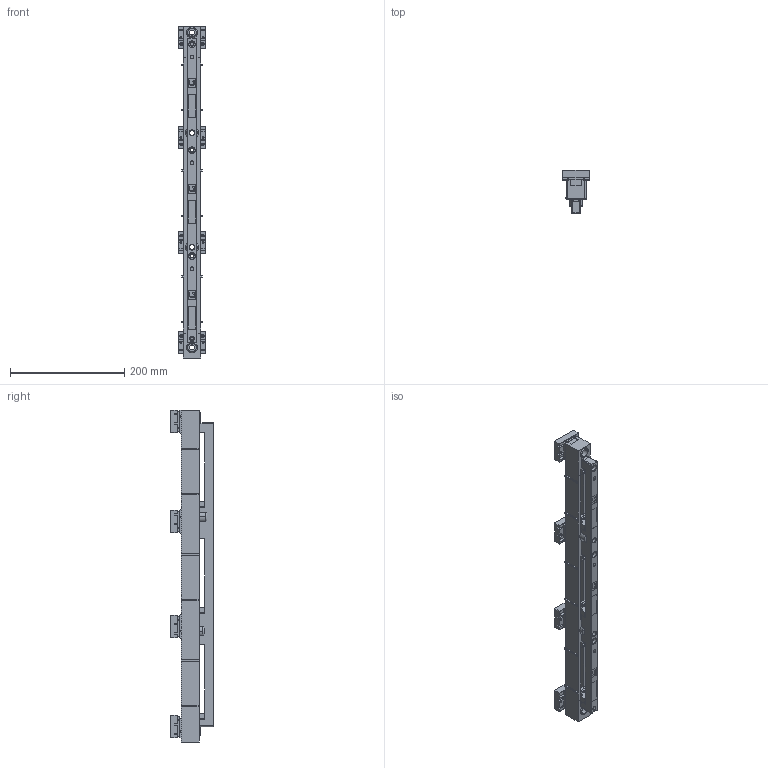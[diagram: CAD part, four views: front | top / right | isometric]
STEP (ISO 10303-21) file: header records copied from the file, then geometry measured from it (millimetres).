
FILE_DESCRIPTION(('CATIA V5 STEP Exchange','CAx-IF Rec.Pracs.--- Model Styling and Organization---1.2---2011-12-15'),'2;1');
FILE_NAME('01430000_1.stp','2015-01-23T09:17:47+00:00',('Frank Leistner'),('Wöhner GmbH & Co. KG'),'Version 5-6 Release 2012','CATIA V5 STEP AP214','none');
FILE_SCHEMA(('AUTOMOTIVE_DESIGN { 1 0 10303 214 1 1 1 1 }'));
Length unit declared in the file: millimetre
Products named in the file (5): 01430000; 77298000; 77294000; 77295000; 77296000
Assembly tree (9 placements, depth 2):
  01430000
    77298000  x4
    77294000
    77295000
    77296000  x3
Bounding box: 47 x 75 x 580 mm (x, y, z)
Volume: 570200.7 mm3; surface area: 193230.2 mm2
Topology: 9 solids, 9 shells, 2389 faces, 6088 edges, 3735 vertices
Faces by surface type: cylinder 1143, plane 787, sphere 220, torus 111, bspline 84, cone 44
Entity records: 44932 total; most frequent: CARTESIAN_POINT 10173, ORIENTED_EDGE 6036, DIRECTION 4509, EDGE_CURVE 3018, VERTEX_POINT 1907, VECTOR 1797, LINE 1797, AXIS2_PLACEMENT_3D 1680
